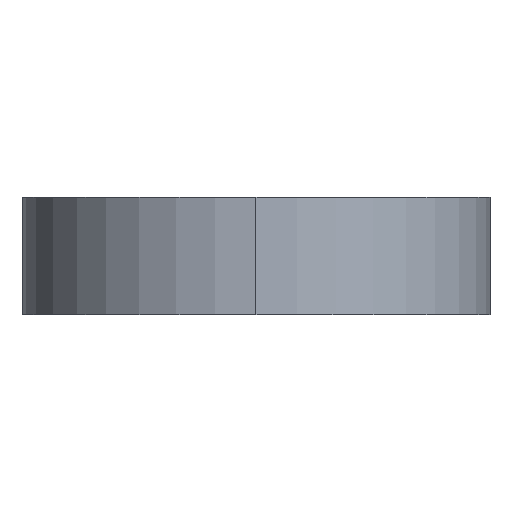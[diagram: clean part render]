
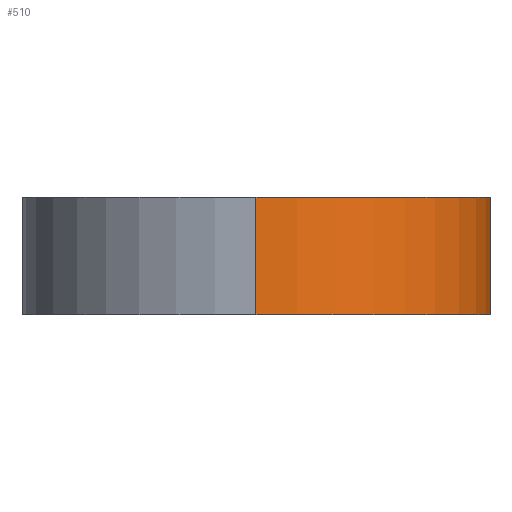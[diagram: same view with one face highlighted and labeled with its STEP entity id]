
A CAD part, left-side view. The second image highlights one B-rep face of the part: STEP entity #510.
In plain terms, the highlighted cylindrical face has radius 20 mm (diameter 40 mm), a partial arc.
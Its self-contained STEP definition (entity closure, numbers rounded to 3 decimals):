
#163=CARTESIAN_POINT('Vertex',(20.,0.,5.)) ;
#165=CARTESIAN_POINT('Vertex',(-20.,0.,5.)) ;
#168=CARTESIAN_POINT('Axis2P3D Location',(0.,0.,5.)) ;
#277=CARTESIAN_POINT('Vertex',(20.,0.,-5.)) ;
#279=CARTESIAN_POINT('Vertex',(-20.,0.,-5.)) ;
#282=CARTESIAN_POINT('Axis2P3D Location',(0.,0.,-5.)) ;
#373=CARTESIAN_POINT('Line Origine',(-20.,0.,-5.)) ;
#442=CARTESIAN_POINT('Axis2P3D Location',(0.,0.,-5.)) ;
#448=CARTESIAN_POINT('Control Point',(20.,0.,-5.)) ;
#449=CARTESIAN_POINT('Control Point',(20.,-0.217,-5.)) ;
#450=CARTESIAN_POINT('Control Point',(19.997,-0.432,-4.988)) ;
#451=CARTESIAN_POINT('Control Point',(19.991,-0.647,-4.965)) ;
#452=CARTESIAN_POINT('Control Point',(19.974,-1.073,-4.895)) ;
#453=CARTESIAN_POINT('Control Point',(19.946,-1.491,-4.779)) ;
#454=CARTESIAN_POINT('Control Point',(19.929,-1.698,-4.71)) ;
#455=CARTESIAN_POINT('Control Point',(19.882,-2.205,-4.509)) ;
#456=CARTESIAN_POINT('Control Point',(19.823,-2.678,-4.242)) ;
#457=CARTESIAN_POINT('Control Point',(19.784,-2.95,-4.056)) ;
#458=CARTESIAN_POINT('Control Point',(19.715,-3.38,-3.711)) ;
#459=CARTESIAN_POINT('Control Point',(19.645,-3.756,-3.312)) ;
#460=CARTESIAN_POINT('Control Point',(19.617,-3.898,-3.143)) ;
#461=CARTESIAN_POINT('Control Point',(19.59,-4.031,-2.966)) ;
#462=CARTESIAN_POINT('Control Point',(19.564,-4.155,-2.781)) ;
#463=CARTESIAN_POINT('Vertex',(19.564,-4.155,-2.781)) ;
#467=CARTESIAN_POINT('Control Point',(19.564,-4.155,-2.781)) ;
#468=CARTESIAN_POINT('Control Point',(19.525,-4.337,-2.51)) ;
#469=CARTESIAN_POINT('Control Point',(19.489,-4.495,-2.226)) ;
#470=CARTESIAN_POINT('Control Point',(19.457,-4.629,-1.932)) ;
#471=CARTESIAN_POINT('Control Point',(19.413,-4.813,-1.422)) ;
#472=CARTESIAN_POINT('Control Point',(19.384,-4.927,-0.888)) ;
#473=CARTESIAN_POINT('Control Point',(19.375,-4.961,-0.676)) ;
#474=CARTESIAN_POINT('Control Point',(19.363,-5.006,-0.248)) ;
#475=CARTESIAN_POINT('Control Point',(19.364,-5.003,0.184)) ;
#476=CARTESIAN_POINT('Control Point',(19.367,-4.991,0.401)) ;
#477=CARTESIAN_POINT('Control Point',(19.38,-4.942,0.831)) ;
#478=CARTESIAN_POINT('Control Point',(19.404,-4.848,1.252)) ;
#479=CARTESIAN_POINT('Control Point',(19.418,-4.79,1.46)) ;
#480=CARTESIAN_POINT('Control Point',(19.467,-4.589,2.047)) ;
#481=CARTESIAN_POINT('Control Point',(19.534,-4.3,2.598)) ;
#482=CARTESIAN_POINT('Control Point',(19.583,-4.076,2.938)) ;
#483=CARTESIAN_POINT('Control Point',(19.634,-3.82,3.25)) ;
#484=CARTESIAN_POINT('Control Point',(19.685,-3.535,3.536)) ;
#485=CARTESIAN_POINT('Vertex',(19.685,-3.535,3.536)) ;
#489=CARTESIAN_POINT('Control Point',(19.685,-3.535,3.536)) ;
#490=CARTESIAN_POINT('Control Point',(19.713,-3.38,3.691)) ;
#491=CARTESIAN_POINT('Control Point',(19.74,-3.218,3.836)) ;
#492=CARTESIAN_POINT('Control Point',(19.767,-3.049,3.972)) ;
#493=CARTESIAN_POINT('Control Point',(19.82,-2.695,4.225)) ;
#494=CARTESIAN_POINT('Control Point',(19.867,-2.314,4.44)) ;
#495=CARTESIAN_POINT('Control Point',(19.889,-2.117,4.537)) ;
#496=CARTESIAN_POINT('Control Point',(19.941,-1.596,4.761)) ;
#497=CARTESIAN_POINT('Control Point',(19.977,-1.048,4.908)) ;
#498=CARTESIAN_POINT('Control Point',(19.992,-0.7,4.97)) ;
#499=CARTESIAN_POINT('Control Point',(20.,-0.349,5.)) ;
#500=CARTESIAN_POINT('Control Point',(20.,0.,5.)) ;
#169=DIRECTION('Axis2P3D Direction',(0.,0.,1.)) ;
#283=DIRECTION('Axis2P3D Direction',(0.,0.,1.)) ;
#374=DIRECTION('Vector Direction',(0.,0.,1.)) ;
#443=DIRECTION('Axis2P3D Direction',(0.,0.,1.)) ;
#444=DIRECTION('Axis2P3D XDirection',(-1.,0.,0.)) ;
#170=AXIS2_PLACEMENT_3D('Circle Axis2P3D',#168,#169,$) ;
#284=AXIS2_PLACEMENT_3D('Circle Axis2P3D',#282,#283,$) ;
#445=AXIS2_PLACEMENT_3D('Cylinder Axis2P3D',#442,#443,#444) ;
#503=ORIENTED_EDGE('',*,*,#377,.F.) ;
#504=ORIENTED_EDGE('',*,*,#286,.T.) ;
#505=ORIENTED_EDGE('',*,*,#465,.T.) ;
#506=ORIENTED_EDGE('',*,*,#487,.T.) ;
#507=ORIENTED_EDGE('',*,*,#501,.T.) ;
#508=ORIENTED_EDGE('',*,*,#172,.F.) ;
#375=VECTOR('Line Direction',#374,1.) ;
#510=ADVANCED_FACE('Cut-Revolve2',(#509),#446,.T.) ;
#447=B_SPLINE_CURVE_WITH_KNOTS('',5,(#448,#449,#450,#451,#452,#453,#454,#455,#456,#457,#458,#459,#460,#461,#462),.UNSPECIFIED.,.F.,.U.,(6,3,3,3,6),(0.,1.526,3.064,5.391,6.972),.UNSPECIFIED.) ;
#466=B_SPLINE_CURVE_WITH_KNOTS('',5,(#467,#468,#469,#470,#471,#472,#473,#474,#475,#476,#477,#478,#479,#480,#481,#482,#483,#484),.UNSPECIFIED.,.F.,.U.,(6,3,3,3,3,6),(0.,2.312,3.84,5.366,6.894,9.765),.UNSPECIFIED.) ;
#488=B_SPLINE_CURVE_WITH_KNOTS('',5,(#489,#490,#491,#492,#493,#494,#495,#496,#497,#498,#499,#500),.UNSPECIFIED.,.F.,.U.,(6,3,3,6),(0.,1.554,3.1,5.578),.UNSPECIFIED.) ;
#171=CIRCLE('generated circle',#170,20.) ;
#285=CIRCLE('generated circle',#284,20.) ;
#446=CYLINDRICAL_SURFACE('generated cylinder',#445,20.) ;
#172=EDGE_CURVE('',#166,#164,#171,.T.) ;
#286=EDGE_CURVE('',#280,#278,#285,.T.) ;
#377=EDGE_CURVE('',#280,#166,#376,.T.) ;
#465=EDGE_CURVE('',#278,#464,#447,.T.) ;
#487=EDGE_CURVE('',#464,#486,#466,.T.) ;
#501=EDGE_CURVE('',#486,#164,#488,.T.) ;
#502=EDGE_LOOP('',(#503,#504,#505,#506,#507,#508)) ;
#509=FACE_OUTER_BOUND('',#502,.T.) ;
#376=LINE('Line',#373,#375) ;
#164=VERTEX_POINT('',#163) ;
#166=VERTEX_POINT('',#165) ;
#278=VERTEX_POINT('',#277) ;
#280=VERTEX_POINT('',#279) ;
#464=VERTEX_POINT('',#463) ;
#486=VERTEX_POINT('',#485) ;
